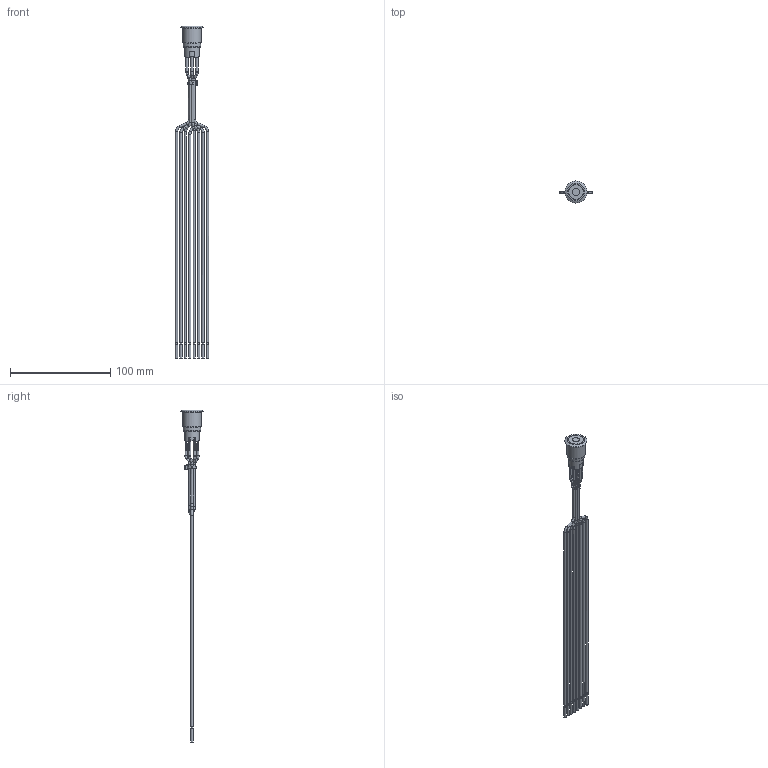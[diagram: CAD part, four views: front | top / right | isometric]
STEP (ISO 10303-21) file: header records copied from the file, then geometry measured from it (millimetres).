
FILE_DESCRIPTION(/* description */ (''),/* implementation_level */ '2;1');
FILE_NAME(/* name */ 'PV4FWH0xx-2xx.stp',/* time_stamp */ '2024-10-10T09:35:39-05:00',/* author */ ('mwilliams'),/* organization */ (''),/* preprocessor_version */ 'ST-DEVELOPER v18.1',/* originating_system */ 'Autodesk Inventor 2022',/* authorisation */ '');
FILE_SCHEMA (('AUTOMOTIVE_DESIGN { 1 0 10303 214 3 1 1 }'));
Length unit declared in the file: inch
Products named in the file (1): PV4FWH0xx-2xx
Bounding box: 33 x 22 x 330.7 mm (x, y, z)
Volume: 14115.7 mm3; surface area: 21145.8 mm2
Topology: 2 solids, 3 shells, 478 faces, 1258 edges, 820 vertices
Faces by surface type: plane 262, cylinder 122, torus 41, bspline 31, cone 14, sphere 8
Full cylindrical faces by diameter (mm): 1.5 x8, 2.2 x46, 2.4 x9, 7 x2, 14.7 x1, 14.9 x1, 15 x1, 15.3 x2, 17.5 x2, 18.9 x1, 22 x1
Entity records: 15643 total; most frequent: CARTESIAN_POINT 3174, DIRECTION 2560, ORIENTED_EDGE 2516, EDGE_CURVE 1258, AXIS2_PLACEMENT_3D 928, VERTEX_POINT 820, LINE 704, VECTOR 704
